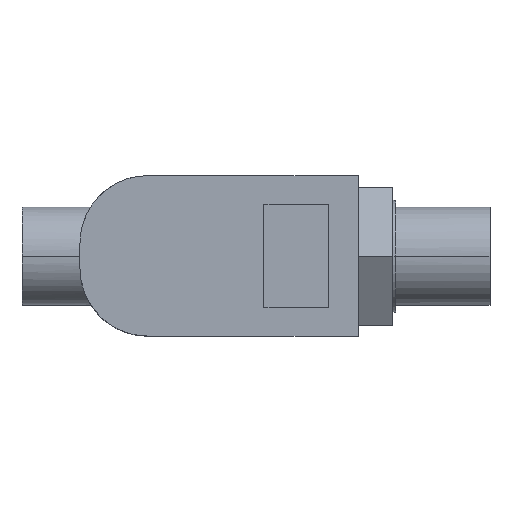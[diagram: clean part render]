
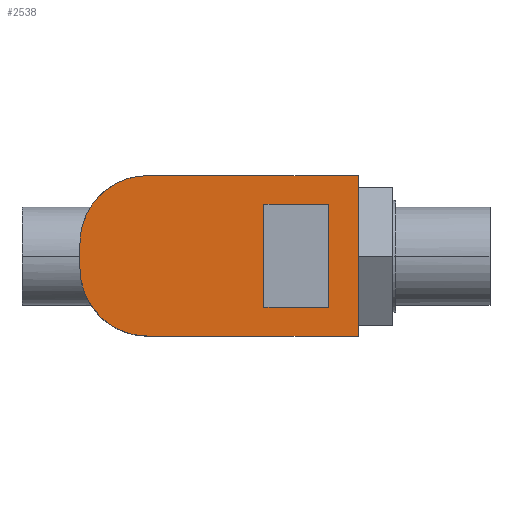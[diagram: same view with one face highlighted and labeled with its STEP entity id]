
A CAD part, top view. The second image highlights one B-rep face of the part: STEP entity #2538.
In plain terms, the highlighted planar face has unit normal (0, 0, 1).
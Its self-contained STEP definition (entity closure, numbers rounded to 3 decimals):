
#2209=CARTESIAN_POINT('Vertex',(24.701,-17.5,91.)) ;
#2213=CARTESIAN_POINT('Control Point',(24.701,17.5,91.)) ;
#2214=CARTESIAN_POINT('Control Point',(24.701,-17.5,91.)) ;
#2215=CARTESIAN_POINT('Vertex',(24.701,17.5,91.)) ;
#2243=CARTESIAN_POINT('Vertex',(2.701,-17.5,91.)) ;
#2247=CARTESIAN_POINT('Control Point',(24.701,-17.5,91.)) ;
#2248=CARTESIAN_POINT('Control Point',(2.701,-17.5,91.)) ;
#2271=CARTESIAN_POINT('Vertex',(2.701,17.5,91.)) ;
#2275=CARTESIAN_POINT('Control Point',(2.701,-17.5,91.)) ;
#2276=CARTESIAN_POINT('Control Point',(2.701,17.5,91.)) ;
#2295=CARTESIAN_POINT('Control Point',(2.701,17.5,91.)) ;
#2296=CARTESIAN_POINT('Control Point',(24.701,17.5,91.)) ;
#2323=CARTESIAN_POINT('Control Point',(34.701,-27.25,91.)) ;
#2324=CARTESIAN_POINT('Control Point',(34.701,27.25,91.)) ;
#2325=CARTESIAN_POINT('Vertex',(34.701,-27.25,91.)) ;
#2327=CARTESIAN_POINT('Vertex',(34.701,27.25,91.)) ;
#2359=CARTESIAN_POINT('Control Point',(-36.802,-27.25,91.)) ;
#2360=CARTESIAN_POINT('Control Point',(34.701,-27.25,91.)) ;
#2361=CARTESIAN_POINT('Vertex',(-36.802,-27.25,91.)) ;
#2387=CARTESIAN_POINT('Control Point',(-59.799,-4.254,91.)) ;
#2388=CARTESIAN_POINT('Control Point',(-59.799,-11.478,91.)) ;
#2389=CARTESIAN_POINT('Control Point',(-56.97,-18.709,91.)) ;
#2390=CARTESIAN_POINT('Control Point',(-51.258,-24.421,91.)) ;
#2391=CARTESIAN_POINT('Control Point',(-44.027,-27.25,91.)) ;
#2392=CARTESIAN_POINT('Control Point',(-36.802,-27.25,91.)) ;
#2393=CARTESIAN_POINT('Vertex',(-59.799,-4.254,91.)) ;
#2423=CARTESIAN_POINT('Control Point',(-59.799,4.254,91.)) ;
#2424=CARTESIAN_POINT('Control Point',(-59.799,-4.254,91.)) ;
#2425=CARTESIAN_POINT('Vertex',(-59.799,4.254,91.)) ;
#2451=CARTESIAN_POINT('Control Point',(-36.802,27.25,91.)) ;
#2452=CARTESIAN_POINT('Control Point',(-44.027,27.25,91.)) ;
#2453=CARTESIAN_POINT('Control Point',(-51.258,24.421,91.)) ;
#2454=CARTESIAN_POINT('Control Point',(-56.97,18.709,91.)) ;
#2455=CARTESIAN_POINT('Control Point',(-59.799,11.478,91.)) ;
#2456=CARTESIAN_POINT('Control Point',(-59.799,4.254,91.)) ;
#2457=CARTESIAN_POINT('Vertex',(-36.802,27.25,91.)) ;
#2487=CARTESIAN_POINT('Control Point',(34.701,27.25,91.)) ;
#2488=CARTESIAN_POINT('Control Point',(-36.802,27.25,91.)) ;
#2519=CARTESIAN_POINT('Axis2P3D Location',(-36.802,27.25,91.)) ;
#2520=DIRECTION('Axis2P3D Direction',(0.,0.,1.)) ;
#2521=DIRECTION('Axis2P3D XDirection',(-1.,0.,0.)) ;
#2522=AXIS2_PLACEMENT_3D('Plane Axis2P3D',#2519,#2520,#2521) ;
#2523=PLANE('',#2522) ;
#2537=FACE_BOUND('',#2532,.T.) ;
#2217=EDGE_CURVE('',#2216,#2210,#2212,.T.) ;
#2249=EDGE_CURVE('',#2210,#2244,#2246,.T.) ;
#2277=EDGE_CURVE('',#2244,#2272,#2274,.T.) ;
#2297=EDGE_CURVE('',#2272,#2216,#2294,.T.) ;
#2329=EDGE_CURVE('',#2326,#2328,#2322,.T.) ;
#2363=EDGE_CURVE('',#2362,#2326,#2358,.T.) ;
#2395=EDGE_CURVE('',#2394,#2362,#2386,.T.) ;
#2427=EDGE_CURVE('',#2426,#2394,#2422,.T.) ;
#2459=EDGE_CURVE('',#2458,#2426,#2450,.T.) ;
#2489=EDGE_CURVE('',#2328,#2458,#2486,.T.) ;
#2525=ORIENTED_EDGE('',*,*,#2489,.T.) ;
#2526=ORIENTED_EDGE('',*,*,#2459,.T.) ;
#2527=ORIENTED_EDGE('',*,*,#2427,.T.) ;
#2528=ORIENTED_EDGE('',*,*,#2395,.T.) ;
#2529=ORIENTED_EDGE('',*,*,#2363,.T.) ;
#2530=ORIENTED_EDGE('',*,*,#2329,.T.) ;
#2533=ORIENTED_EDGE('',*,*,#2297,.T.) ;
#2534=ORIENTED_EDGE('',*,*,#2217,.T.) ;
#2535=ORIENTED_EDGE('',*,*,#2249,.T.) ;
#2536=ORIENTED_EDGE('',*,*,#2277,.T.) ;
#2524=EDGE_LOOP('',(#2525,#2526,#2527,#2528,#2529,#2530)) ;
#2532=EDGE_LOOP('',(#2533,#2534,#2535,#2536)) ;
#2210=VERTEX_POINT('',#2209) ;
#2216=VERTEX_POINT('',#2215) ;
#2244=VERTEX_POINT('',#2243) ;
#2272=VERTEX_POINT('',#2271) ;
#2326=VERTEX_POINT('',#2325) ;
#2328=VERTEX_POINT('',#2327) ;
#2362=VERTEX_POINT('',#2361) ;
#2394=VERTEX_POINT('',#2393) ;
#2426=VERTEX_POINT('',#2425) ;
#2458=VERTEX_POINT('',#2457) ;
#2538=ADVANCED_FACE('Solid1',(#2531,#2537),#2523,.T.) ;
#2212=B_SPLINE_CURVE_WITH_KNOTS('',1,(#2213,#2214),.UNSPECIFIED.,.F.,.U.,(2,2),(0.,35.),.UNSPECIFIED.) ;
#2246=B_SPLINE_CURVE_WITH_KNOTS('',1,(#2247,#2248),.UNSPECIFIED.,.F.,.U.,(2,2),(0.,22.),.UNSPECIFIED.) ;
#2274=B_SPLINE_CURVE_WITH_KNOTS('',1,(#2275,#2276),.UNSPECIFIED.,.F.,.U.,(2,2),(0.,35.),.UNSPECIFIED.) ;
#2294=B_SPLINE_CURVE_WITH_KNOTS('',1,(#2295,#2296),.UNSPECIFIED.,.F.,.U.,(2,2),(0.,22.),.UNSPECIFIED.) ;
#2322=B_SPLINE_CURVE_WITH_KNOTS('',1,(#2323,#2324),.UNSPECIFIED.,.F.,.U.,(2,2),(0.,54.5),.UNSPECIFIED.) ;
#2358=B_SPLINE_CURVE_WITH_KNOTS('',1,(#2359,#2360),.UNSPECIFIED.,.F.,.U.,(2,2),(0.,71.504),.UNSPECIFIED.) ;
#2386=B_SPLINE_CURVE_WITH_KNOTS('',5,(#2387,#2388,#2389,#2390,#2391,#2392),.UNSPECIFIED.,.F.,.U.,(6,6),(-3.142,-1.571),.UNSPECIFIED.) ;
#2422=B_SPLINE_CURVE_WITH_KNOTS('',1,(#2423,#2424),.UNSPECIFIED.,.F.,.U.,(2,2),(0.,8.507),.UNSPECIFIED.) ;
#2450=B_SPLINE_CURVE_WITH_KNOTS('',5,(#2451,#2452,#2453,#2454,#2455,#2456),.UNSPECIFIED.,.F.,.U.,(6,6),(1.571,3.142),.UNSPECIFIED.) ;
#2486=B_SPLINE_CURVE_WITH_KNOTS('',1,(#2487,#2488),.UNSPECIFIED.,.F.,.U.,(2,2),(0.,71.504),.UNSPECIFIED.) ;
#2531=FACE_OUTER_BOUND('',#2524,.T.) ;
